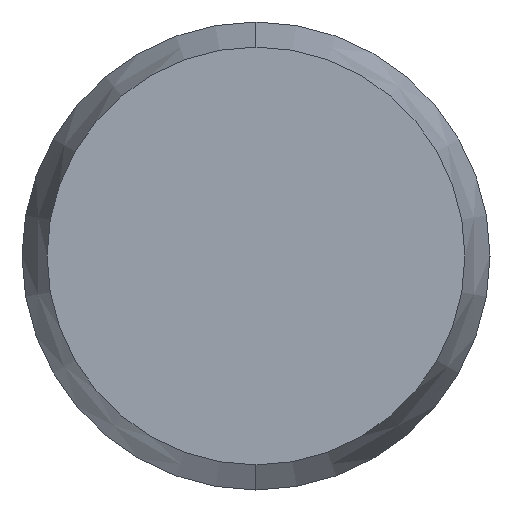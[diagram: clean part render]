
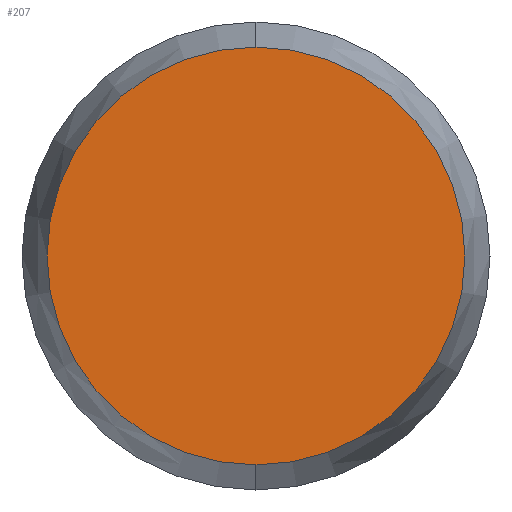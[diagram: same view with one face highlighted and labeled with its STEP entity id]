
A CAD part, left-side view. The second image highlights one B-rep face of the part: STEP entity #207.
In plain terms, the highlighted planar face has unit normal (-1, 0, 0).
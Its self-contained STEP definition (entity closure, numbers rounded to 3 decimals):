
#2 = AXIS2_PLACEMENT_3D ( 'NONE', #235, #233, #66 ) ;
#5 = EDGE_CURVE ( 'NONE', #131, #57, #40, .T. ) ;
#20 = CARTESIAN_POINT ( 'NONE',  ( 0., 0., 0. ) ) ;
#40 = CIRCLE ( 'NONE', #121, 3.571 ) ;
#48 = FACE_OUTER_BOUND ( 'NONE', #204, .T. ) ;
#57 = VERTEX_POINT ( 'NONE', #167 ) ;
#59 = DIRECTION ( 'NONE',  ( -1., 0., 0. ) ) ;
#61 = EDGE_CURVE ( 'NONE', #57, #131, #187, .T. ) ;
#66 = DIRECTION ( 'NONE',  ( 0., 0., -1. ) ) ;
#121 = AXIS2_PLACEMENT_3D ( 'NONE', #20, #248, #169 ) ;
#126 = DIRECTION ( 'NONE',  ( 0., 0., 1. ) ) ;
#131 = VERTEX_POINT ( 'NONE', #237 ) ;
#135 = AXIS2_PLACEMENT_3D ( 'NONE', #211, #59, #126 ) ;
#152 = PLANE ( 'NONE',  #2 ) ;
#157 = ORIENTED_EDGE ( 'NONE', *, *, #61, .T. ) ;
#167 = CARTESIAN_POINT ( 'NONE',  ( 0., 0., 3.571 ) ) ;
#169 = DIRECTION ( 'NONE',  ( 0., 0., 1. ) ) ;
#187 = CIRCLE ( 'NONE', #135, 3.571 ) ;
#204 = EDGE_LOOP ( 'NONE', ( #266, #157 ) ) ;
#207 = ADVANCED_FACE ( 'NONE', ( #48 ), #152, .F. ) ;
#211 = CARTESIAN_POINT ( 'NONE',  ( 0., 0., 0. ) ) ;
#233 = DIRECTION ( 'NONE',  ( 1., 0., 0. ) ) ;
#235 = CARTESIAN_POINT ( 'NONE',  ( 0., 3.571, 0. ) ) ;
#237 = CARTESIAN_POINT ( 'NONE',  ( 0., 0., -3.571 ) ) ;
#248 = DIRECTION ( 'NONE',  ( -1., 0., 0. ) ) ;
#266 = ORIENTED_EDGE ( 'NONE', *, *, #5, .T. ) ;
